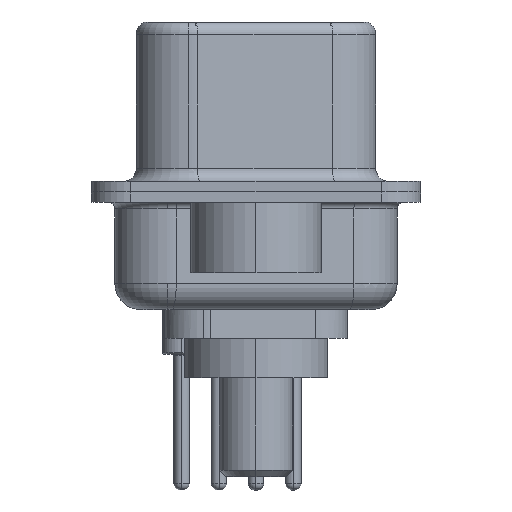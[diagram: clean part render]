
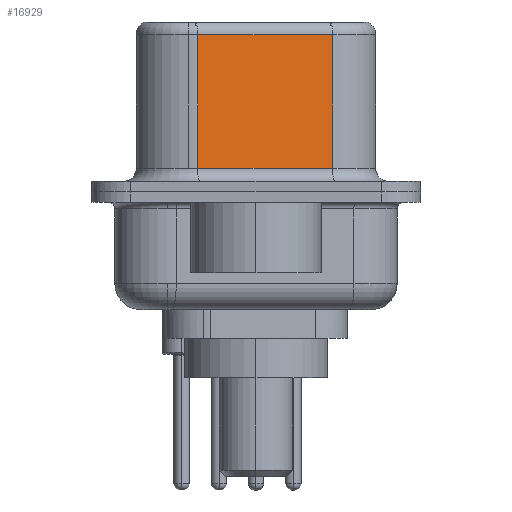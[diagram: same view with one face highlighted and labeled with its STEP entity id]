
A CAD part, left-side view. The second image highlights one B-rep face of the part: STEP entity #16929.
In plain terms, the highlighted planar face has unit normal (-0.985, -0.174, 0).
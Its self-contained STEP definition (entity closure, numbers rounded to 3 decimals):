
#29 = DIRECTION ( 'NONE',  ( -0.174, 0.985, 0. ) ) ;
#297 = ORIENTED_EDGE ( 'NONE', *, *, #9242, .T. ) ;
#1771 = LINE ( 'NONE', #4260, #11100 ) ;
#3073 = VERTEX_POINT ( 'NONE', #16101 ) ;
#3386 = EDGE_CURVE ( 'NONE', #9964, #5127, #12991, .T. ) ;
#3763 = EDGE_CURVE ( 'NONE', #13711, #9964, #1771, .T. ) ;
#4121 = DIRECTION ( 'NONE',  ( 0., 0., -1. ) ) ;
#4260 = CARTESIAN_POINT ( 'NONE',  ( 4.58, -2.927, 6.02 ) ) ;
#5044 = ORIENTED_EDGE ( 'NONE', *, *, #3763, .T. ) ;
#5127 = VERTEX_POINT ( 'NONE', #17256 ) ;
#6960 = LINE ( 'NONE', #17935, #20291 ) ;
#8831 = DIRECTION ( 'NONE',  ( -0.174, 0.985, 0. ) ) ;
#9242 = EDGE_CURVE ( 'NONE', #5127, #3073, #20830, .T. ) ;
#9687 = AXIS2_PLACEMENT_3D ( 'NONE', #20921, #10525, #29 ) ;
#9964 = VERTEX_POINT ( 'NONE', #14698 ) ;
#10247 = EDGE_CURVE ( 'NONE', #13711, #3073, #6960, .T. ) ;
#10525 = DIRECTION ( 'NONE',  ( 0.985, 0.174, 0. ) ) ;
#11100 = VECTOR ( 'NONE', #8831, 1000. ) ;
#12991 = LINE ( 'NONE', #18932, #17116 ) ;
#13203 = CARTESIAN_POINT ( 'NONE',  ( 4.58, -2.927, 6.02 ) ) ;
#13711 = VERTEX_POINT ( 'NONE', #13203 ) ;
#14683 = DIRECTION ( 'NONE',  ( 0., 0., -1. ) ) ;
#14698 = CARTESIAN_POINT ( 'NONE',  ( 3.67, 2.233, 6.02 ) ) ;
#15635 = PLANE ( 'NONE',  #9687 ) ;
#15692 = VECTOR ( 'NONE', #22271, 1000. ) ;
#16101 = CARTESIAN_POINT ( 'NONE',  ( 4.58, -2.927, 0.9 ) ) ;
#16483 = FACE_OUTER_BOUND ( 'NONE', #18121, .T. ) ;
#16929 = ADVANCED_FACE ( 'NONE', ( #16483 ), #15635, .F. ) ;
#17116 = VECTOR ( 'NONE', #14683, 1000. ) ;
#17256 = CARTESIAN_POINT ( 'NONE',  ( 3.67, 2.233, 0.9 ) ) ;
#17935 = CARTESIAN_POINT ( 'NONE',  ( 4.58, -2.927, 6.52 ) ) ;
#18121 = EDGE_LOOP ( 'NONE', ( #18372, #5044, #20285, #297 ) ) ;
#18372 = ORIENTED_EDGE ( 'NONE', *, *, #10247, .F. ) ;
#18932 = CARTESIAN_POINT ( 'NONE',  ( 3.67, 2.233, 6.52 ) ) ;
#20285 = ORIENTED_EDGE ( 'NONE', *, *, #3386, .T. ) ;
#20291 = VECTOR ( 'NONE', #4121, 1000. ) ;
#20533 = CARTESIAN_POINT ( 'NONE',  ( 4.58, -2.927, 0.9 ) ) ;
#20830 = LINE ( 'NONE', #20533, #15692 ) ;
#20921 = CARTESIAN_POINT ( 'NONE',  ( 4.58, -2.927, 6.52 ) ) ;
#22271 = DIRECTION ( 'NONE',  ( 0.174, -0.985, 0. ) ) ;
